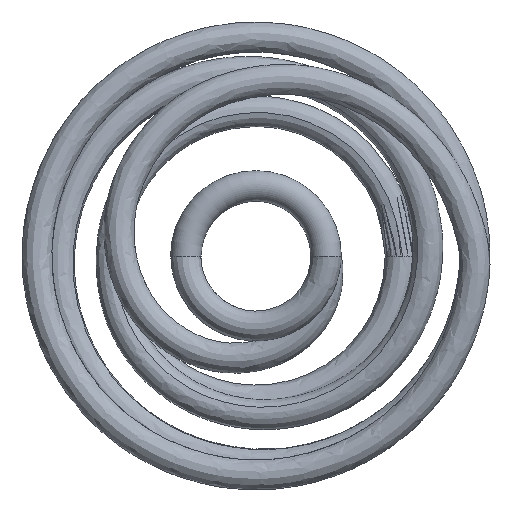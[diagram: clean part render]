
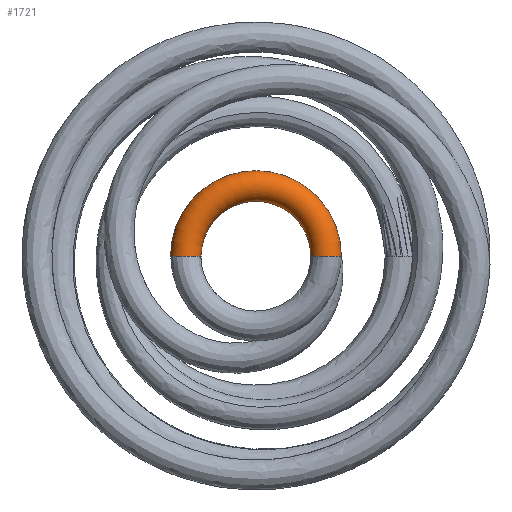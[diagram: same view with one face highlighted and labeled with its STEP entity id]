
A CAD part, front view. The second image highlights one B-rep face of the part: STEP entity #1721.
In plain terms, the highlighted toroidal (fillet/blend) face has major radius 1.6 mm and minor radius 0.35 mm.
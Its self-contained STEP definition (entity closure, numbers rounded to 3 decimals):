
#23 = EDGE_CURVE ( 'NONE', #1457, #2853, #1446, .T. ) ;
#51 = CIRCLE ( 'NONE', #653, 1.25 ) ;
#83 = EDGE_CURVE ( 'NONE', #3800, #1756, #2144, .T. ) ;
#100 = CARTESIAN_POINT ( 'NONE',  ( 1.489, -0.332, 0. ) ) ;
#133 = CARTESIAN_POINT ( 'NONE',  ( 1.295, -0.178, 0. ) ) ;
#141 = VERTEX_POINT ( 'NONE', #1433 ) ;
#193 = CARTESIAN_POINT ( 'NONE',  ( 1.791, -0.294, 0. ) ) ;
#294 = EDGE_CURVE ( 'NONE', #3397, #1957, #1314, .T. ) ;
#321 = CARTESIAN_POINT ( 'NONE',  ( 0., 0., 0. ) ) ;
#364 = VERTEX_POINT ( 'NONE', #3667 ) ;
#440 = DIRECTION ( 'NONE',  ( 0., 0., -1. ) ) ;
#507 = EDGE_CURVE ( 'NONE', #3397, #1457, #2456, .T. ) ;
#522 = CARTESIAN_POINT ( 'NONE',  ( 1.6, 0., 0. ) ) ;
#558 = CARTESIAN_POINT ( 'NONE',  ( 1.257, -0.071, 0. ) ) ;
#574 = DIRECTION ( 'NONE',  ( 0., 0., -1. ) ) ;
#613 = EDGE_LOOP ( 'NONE', ( #2312, #2501, #2394, #4101, #2967, #2305, #2400, #1409, #2554 ) ) ;
#653 = AXIS2_PLACEMENT_3D ( 'NONE', #954, #1913, #4150 ) ;
#686 = CARTESIAN_POINT ( 'NONE',  ( 1.95, 0., 0. ) ) ;
#739 = EDGE_CURVE ( 'NONE', #1756, #364, #3448, .T. ) ;
#801 = CARTESIAN_POINT ( 'NONE',  ( 1.442, -0.314, 0. ) ) ;
#848 = CARTESIAN_POINT ( 'NONE',  ( 1.931, -0.115, 0. ) ) ;
#911 = TOROIDAL_SURFACE ( 'NONE', #2059, 1.6, 0.35 ) ;
#946 = AXIS2_PLACEMENT_3D ( 'NONE', #1900, #3176, #4137 ) ;
#954 = CARTESIAN_POINT ( 'NONE',  ( 0., 0., 0. ) ) ;
#989 = CARTESIAN_POINT ( 'NONE',  ( -1.6, 0., 0. ) ) ;
#1028 = CARTESIAN_POINT ( 'NONE',  ( 1.489, -0.332, 0. ) ) ;
#1071 = DIRECTION ( 'NONE',  ( 0., 0., -1. ) ) ;
#1154 = DIRECTION ( 'NONE',  ( -1., 0., 0. ) ) ;
#1174 = AXIS2_PLACEMENT_3D ( 'NONE', #3655, #1071, #1389 ) ;
#1207 = AXIS2_PLACEMENT_3D ( 'NONE', #3421, #574, #1831 ) ;
#1276 = CARTESIAN_POINT ( 'NONE',  ( 1.253, -0.049, 0. ) ) ;
#1314 = CIRCLE ( 'NONE', #2354, 1.95 ) ;
#1353 = AXIS2_PLACEMENT_3D ( 'NONE', #522, #4014, #1154 ) ;
#1389 = DIRECTION ( 'NONE',  ( -1., 0., 0. ) ) ;
#1409 = ORIENTED_EDGE ( 'NONE', *, *, #3960, .F. ) ;
#1433 = CARTESIAN_POINT ( 'NONE',  ( 1.275, -0.131, 0. ) ) ;
#1446 = CIRCLE ( 'NONE', #946, 0.35 ) ;
#1457 = VERTEX_POINT ( 'NONE', #2876 ) ;
#1496 = AXIS2_PLACEMENT_3D ( 'NONE', #989, #2233, #1897 ) ;
#1671 = EDGE_CURVE ( 'NONE', #364, #3744, #51, .T. ) ;
#1721 = ADVANCED_FACE ( 'NONE', ( #2608 ), #911, .T. ) ;
#1756 = VERTEX_POINT ( 'NONE', #1276 ) ;
#1831 = DIRECTION ( 'NONE',  ( -1., 0., 0. ) ) ;
#1845 = CIRCLE ( 'NONE', #1207, 0.35 ) ;
#1897 = DIRECTION ( 'NONE',  ( 1., 0., 0. ) ) ;
#1900 = CARTESIAN_POINT ( 'NONE',  ( 1.6, 0., 0. ) ) ;
#1913 = DIRECTION ( 'NONE',  ( 0., -1., 0. ) ) ;
#1957 = VERTEX_POINT ( 'NONE', #2893 ) ;
#2047 = DIRECTION ( 'NONE',  ( 0., -1., 0. ) ) ;
#2059 = AXIS2_PLACEMENT_3D ( 'NONE', #321, #3822, #3502 ) ;
#2144 = CIRCLE ( 'NONE', #1174, 0.35 ) ;
#2233 = DIRECTION ( 'NONE',  ( 0., 0., 1. ) ) ;
#2305 = ORIENTED_EDGE ( 'NONE', *, *, #83, .F. ) ;
#2312 = ORIENTED_EDGE ( 'NONE', *, *, #507, .F. ) ;
#2354 = AXIS2_PLACEMENT_3D ( 'NONE', #3953, #2047, #440 ) ;
#2394 = ORIENTED_EDGE ( 'NONE', *, *, #3536, .T. ) ;
#2400 = ORIENTED_EDGE ( 'NONE', *, *, #3664, .F. ) ;
#2456 = B_SPLINE_CURVE_WITH_KNOTS ( 'NONE', 3,
 ( #3055, #3718, #848, #3413, #4055, #193 ),
 .UNSPECIFIED., .F., .F.,
 ( 4, 2, 4 ),
 ( 0.001, 0.001, 0.002 ),
 .UNSPECIFIED. ) ;
#2501 = ORIENTED_EDGE ( 'NONE', *, *, #294, .T. ) ;
#2552 = CIRCLE ( 'NONE', #1496, 0.35 ) ;
#2554 = ORIENTED_EDGE ( 'NONE', *, *, #23, .F. ) ;
#2608 = FACE_OUTER_BOUND ( 'NONE', #613, .T. ) ;
#2853 = VERTEX_POINT ( 'NONE', #1028 ) ;
#2876 = CARTESIAN_POINT ( 'NONE',  ( 1.791, -0.294, 0. ) ) ;
#2893 = CARTESIAN_POINT ( 'NONE',  ( -1.95, 0., 0. ) ) ;
#2918 = B_SPLINE_CURVE_WITH_KNOTS ( 'NONE', 3,
 ( #100, #801, #3646, #3327, #133, #3955 ),
 .UNSPECIFIED., .F., .F.,
 ( 4, 2, 4 ),
 ( 0.002, 0.002, 0.002 ),
 .UNSPECIFIED. ) ;
#2967 = ORIENTED_EDGE ( 'NONE', *, *, #739, .F. ) ;
#3055 = CARTESIAN_POINT ( 'NONE',  ( 1.95, 0., 0. ) ) ;
#3176 = DIRECTION ( 'NONE',  ( 0., 0., -1. ) ) ;
#3327 = CARTESIAN_POINT ( 'NONE',  ( 1.324, -0.219, 0. ) ) ;
#3397 = VERTEX_POINT ( 'NONE', #686 ) ;
#3413 = CARTESIAN_POINT ( 'NONE',  ( 1.876, -0.216, 0. ) ) ;
#3421 = CARTESIAN_POINT ( 'NONE',  ( 1.6, 0., 0. ) ) ;
#3448 = CIRCLE ( 'NONE', #1353, 0.35 ) ;
#3502 = DIRECTION ( 'NONE',  ( 0., 0., -1. ) ) ;
#3536 = EDGE_CURVE ( 'NONE', #1957, #3744, #2552, .T. ) ;
#3646 = CARTESIAN_POINT ( 'NONE',  ( 1.398, -0.287, 0. ) ) ;
#3655 = CARTESIAN_POINT ( 'NONE',  ( 1.6, 0., 0. ) ) ;
#3664 = EDGE_CURVE ( 'NONE', #141, #3800, #1845, .T. ) ;
#3667 = CARTESIAN_POINT ( 'NONE',  ( 1.25, 0., 0. ) ) ;
#3718 = CARTESIAN_POINT ( 'NONE',  ( 1.948, -0.058, 0. ) ) ;
#3744 = VERTEX_POINT ( 'NONE', #4063 ) ;
#3800 = VERTEX_POINT ( 'NONE', #558 ) ;
#3822 = DIRECTION ( 'NONE',  ( 0., -1., 0. ) ) ;
#3953 = CARTESIAN_POINT ( 'NONE',  ( 0., 0., 0. ) ) ;
#3955 = CARTESIAN_POINT ( 'NONE',  ( 1.275, -0.131, 0. ) ) ;
#3960 = EDGE_CURVE ( 'NONE', #2853, #141, #2918, .T. ) ;
#4014 = DIRECTION ( 'NONE',  ( 0., 0., -1. ) ) ;
#4055 = CARTESIAN_POINT ( 'NONE',  ( 1.838, -0.26, 0. ) ) ;
#4063 = CARTESIAN_POINT ( 'NONE',  ( -1.25, 0., 0. ) ) ;
#4101 = ORIENTED_EDGE ( 'NONE', *, *, #1671, .F. ) ;
#4137 = DIRECTION ( 'NONE',  ( -1., 0., 0. ) ) ;
#4150 = DIRECTION ( 'NONE',  ( 0., 0., -1. ) ) ;
